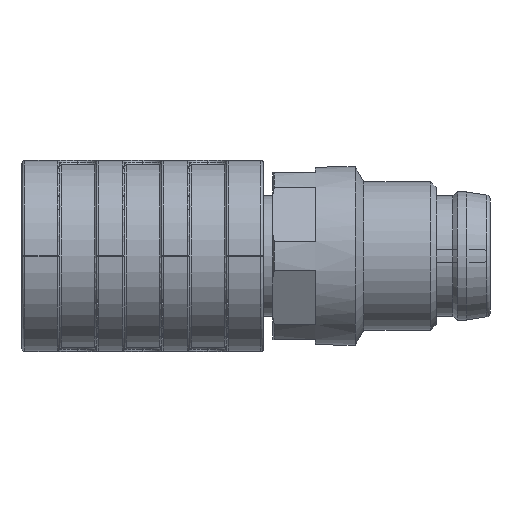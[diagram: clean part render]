
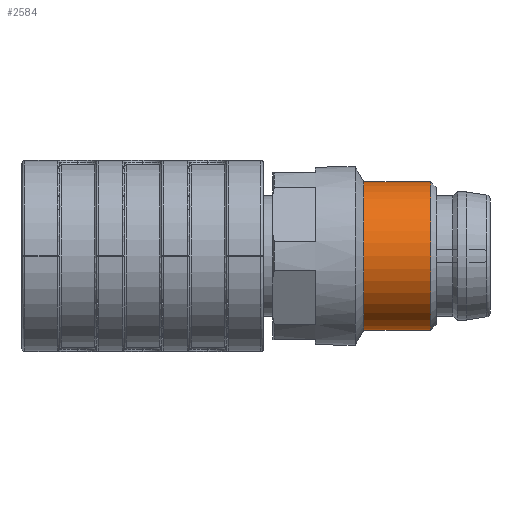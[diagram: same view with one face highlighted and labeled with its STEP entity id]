
A CAD part, front view. The second image highlights one B-rep face of the part: STEP entity #2584.
In plain terms, the highlighted cylindrical face has radius 4 mm (diameter 8 mm), a full revolution.
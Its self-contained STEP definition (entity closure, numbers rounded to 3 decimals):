
#2584=ADVANCED_FACE('',(#2988,#2989),#2843,.T.);
#2843=CYLINDRICAL_SURFACE('',#10007,4.);
#2988=FACE_BOUND('',#3620,.T.);
#2989=FACE_BOUND('',#3621,.T.);
#3620=EDGE_LOOP('',(#6060));
#3621=EDGE_LOOP('',(#6061));
#6060=ORIENTED_EDGE('',*,*,#8165,.F.);
#6061=ORIENTED_EDGE('',*,*,#8164,.T.);
#6918=VERTEX_POINT('',#16303);
#6919=VERTEX_POINT('',#16306);
#8164=EDGE_CURVE('',#6918,#6918,#8832,.T.);
#8165=EDGE_CURVE('',#6919,#6919,#8833,.T.);
#8832=CIRCLE('',#10004,4.);
#8833=CIRCLE('',#10006,4.);
#10004=AXIS2_PLACEMENT_3D('',#16302,#12878,#12879);
#10006=AXIS2_PLACEMENT_3D('',#16305,#12882,#12883);
#10007=AXIS2_PLACEMENT_3D('',#16307,#12884,#12885);
#12878=DIRECTION('',(-1.,0.,0.));
#12879=DIRECTION('',(0.,0.,1.));
#12882=DIRECTION('',(-1.,0.,0.));
#12883=DIRECTION('',(0.,0.,1.));
#12884=DIRECTION('',(-1.,0.,0.));
#12885=DIRECTION('',(0.,0.,-1.));
#16302=CARTESIAN_POINT('',(122.525,-9.65,0.001));
#16303=CARTESIAN_POINT('',(122.525,-9.65,4.001));
#16305=CARTESIAN_POINT('',(118.925,-9.65,0.001));
#16306=CARTESIAN_POINT('',(118.925,-9.65,4.001));
#16307=CARTESIAN_POINT('',(112.725,-9.65,0.001));
